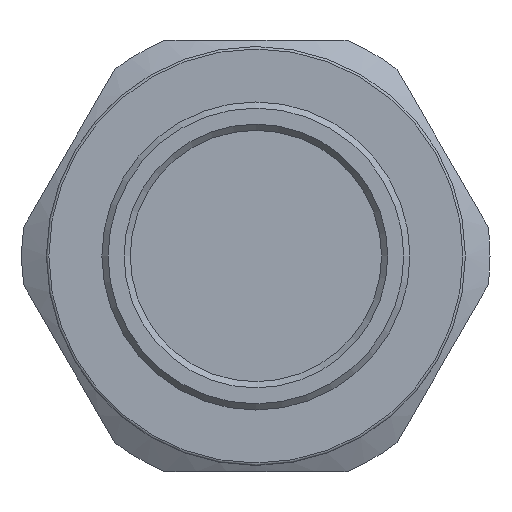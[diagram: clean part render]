
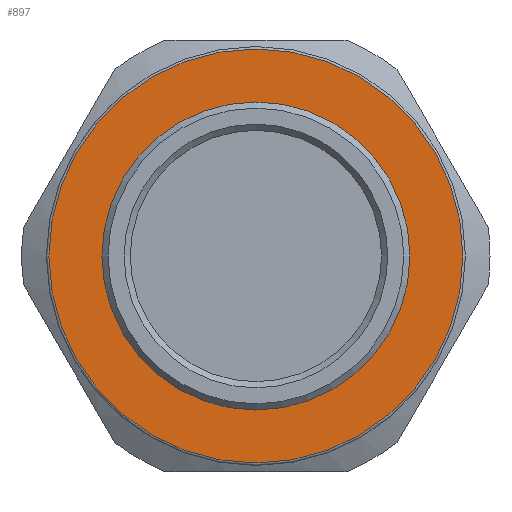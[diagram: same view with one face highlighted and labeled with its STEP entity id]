
A CAD part, front view. The second image highlights one B-rep face of the part: STEP entity #897.
In plain terms, the highlighted planar face has unit normal (0, -1, 0).
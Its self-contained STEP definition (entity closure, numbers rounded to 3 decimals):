
#22=FACE_BOUND('',#316,.T.);
#258=FACE_OUTER_BOUND('',#315,.T.);
#315=EDGE_LOOP('',(#798));
#316=EDGE_LOOP('',(#799));
#371=CIRCLE('',#1019,11.5);
#372=CIRCLE('',#1021,16.8);
#453=VERTEX_POINT('',#1581);
#454=VERTEX_POINT('',#1585);
#572=EDGE_CURVE('',#453,#453,#371,.T.);
#574=EDGE_CURVE('',#454,#454,#372,.T.);
#798=ORIENTED_EDGE('',*,*,#574,.F.);
#799=ORIENTED_EDGE('',*,*,#572,.T.);
#849=PLANE('',#1020);
#897=ADVANCED_FACE('',(#258,#22),#849,.T.);
#1019=AXIS2_PLACEMENT_3D('',#1582,#1265,#1266);
#1020=AXIS2_PLACEMENT_3D('',#1584,#1268,#1269);
#1021=AXIS2_PLACEMENT_3D('',#1586,#1270,#1271);
#1265=DIRECTION('center_axis',(0.,1.,0.));
#1266=DIRECTION('ref_axis',(1.,0.,0.));
#1268=DIRECTION('center_axis',(0.,-1.,0.));
#1269=DIRECTION('ref_axis',(0.,0.,-1.));
#1270=DIRECTION('center_axis',(0.,1.,0.));
#1271=DIRECTION('ref_axis',(1.,0.,0.));
#1581=CARTESIAN_POINT('',(18.25,13.055,0.));
#1582=CARTESIAN_POINT('Origin',(6.75,13.055,0.));
#1584=CARTESIAN_POINT('Origin',(-10.05,13.055,0.));
#1585=CARTESIAN_POINT('',(6.75,13.055,-16.8));
#1586=CARTESIAN_POINT('Origin',(6.75,13.055,0.));
